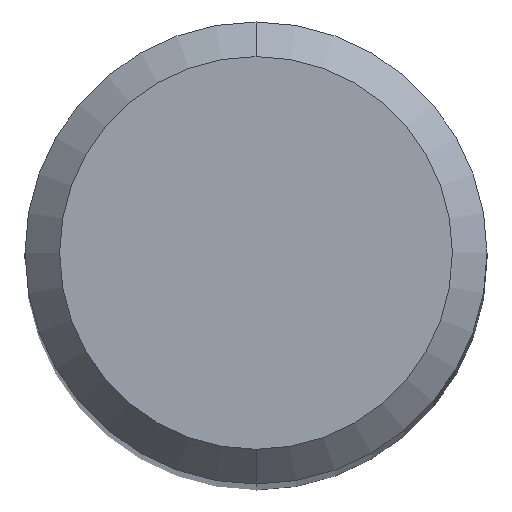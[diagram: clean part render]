
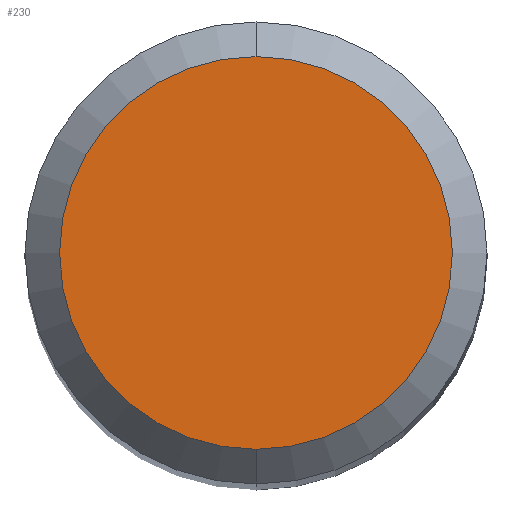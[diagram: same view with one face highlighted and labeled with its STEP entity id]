
A CAD part, top view. The second image highlights one B-rep face of the part: STEP entity #230.
In plain terms, the highlighted planar face has unit normal (0, 0, 1).
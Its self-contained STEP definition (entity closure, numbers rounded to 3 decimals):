
#130=VERTEX_POINT('',#299);
#192=EDGE_CURVE('',#130,#198,#369,.T.);
#198=VERTEX_POINT('',#377);
#230=ADVANCED_FACE('',(#411),#412,.T.);
#246=EDGE_CURVE('',#198,#130,#430,.T.);
#299=CARTESIAN_POINT('',(0.0,1.7,0.0));
#369=CIRCLE('',#568,1.7);
#377=CARTESIAN_POINT('',(0.,-1.7,0.0));
#411=FACE_OUTER_BOUND('',#619,.T.);
#412=PLANE('',#620);
#430=CIRCLE('',#645,1.7);
#568=AXIS2_PLACEMENT_3D('',#787,#788,#789);
#619=EDGE_LOOP('',(#833,#834));
#620=AXIS2_PLACEMENT_3D('',#835,#836,#837);
#645=AXIS2_PLACEMENT_3D('',#863,#864,#865);
#787=CARTESIAN_POINT('',(0.0,0.0,0.0));
#788=DIRECTION('',(0.0,0.0,-1.0));
#789=DIRECTION('',(0.0,1.0,0.0));
#833=ORIENTED_EDGE('',*,*,#192,.F.);
#834=ORIENTED_EDGE('',*,*,#246,.F.);
#835=CARTESIAN_POINT('',(0.0,0.85,0.0));
#836=DIRECTION('',(-0.0,0.0,1.0));
#837=DIRECTION('',(0.0,-1.0,0.0));
#863=CARTESIAN_POINT('',(0.0,0.0,0.0));
#864=DIRECTION('',(0.0,0.0,-1.0));
#865=DIRECTION('',(0.0,1.0,0.0));
